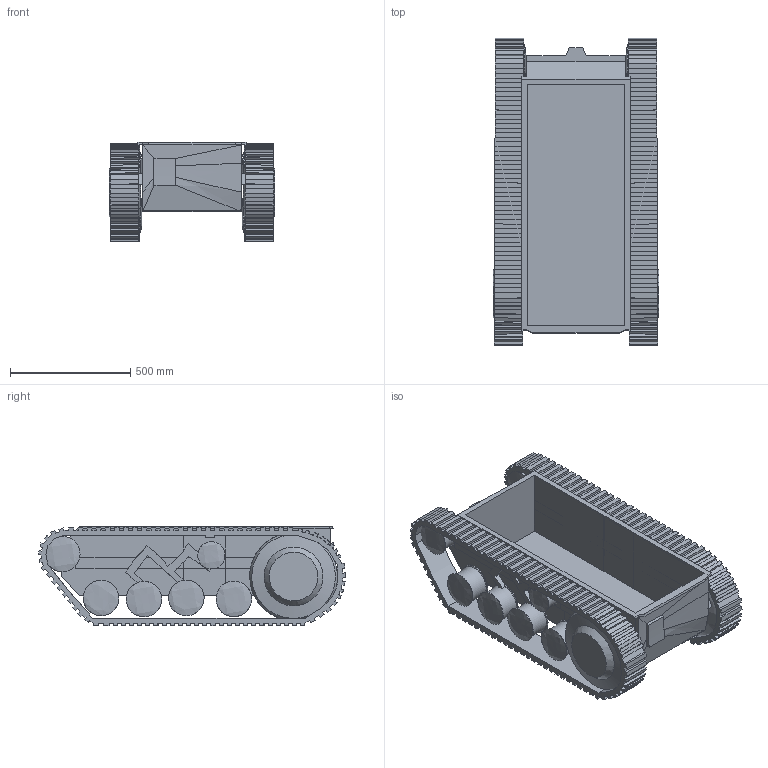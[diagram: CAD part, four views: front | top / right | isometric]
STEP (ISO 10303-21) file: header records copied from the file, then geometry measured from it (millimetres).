
FILE_DESCRIPTION(('FreeCAD Model'),'2;1');
FILE_NAME('Open CASCADE Shape Model','2025-05-02T15:30:10',('FreeCAD'),( 'FreeCAD'),'Open CASCADE STEP processor 7.6','FreeCAD','Unknown');
FILE_SCHEMA(('AUTOMOTIVE_DESIGN { 1 0 10303 214 1 1 1 1 }'));
Products named in the file (1): Open CASCADE STEP translator 7.6 1
Bounding box: 690 x 1279.77 x 412.67 mm (x, y, z)
Volume: 70767973.5 mm3; surface area: 6382768.7 mm2
Topology: 19 solids, 19 shells, 895 faces, 2624 edges, 1765 vertices
Faces by surface type: plane 729, cone 66, cylinder 49, bspline 37, torus 12, sphere 2
Full cylindrical faces by diameter (mm): 365.546 x2
Entity records: 71824 total; most frequent: CARTESIAN_POINT 48430, ORIENTED_EDGE 5244, DIRECTION 4306, EDGE_CURVE 2622, LINE 2132, VECTOR 2132, VERTEX_POINT 1765, AXIS2_PLACEMENT_3D 1087
